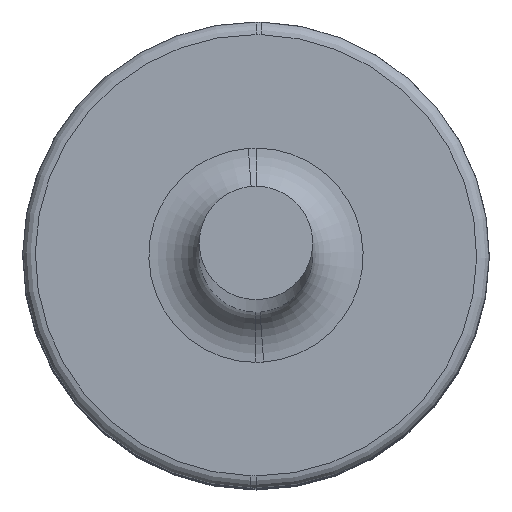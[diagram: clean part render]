
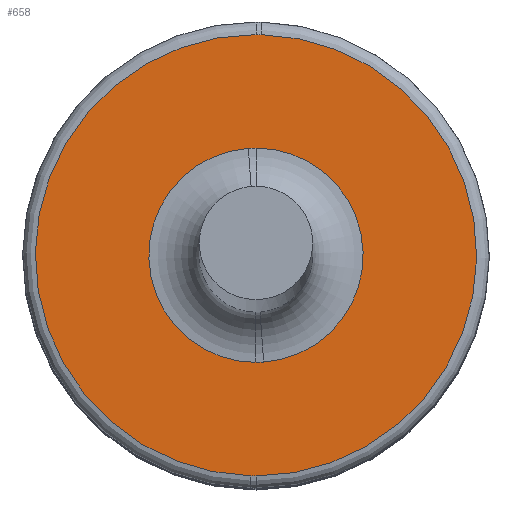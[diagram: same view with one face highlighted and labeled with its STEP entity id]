
A CAD part, top view. The second image highlights one B-rep face of the part: STEP entity #658.
In plain terms, the highlighted planar face has unit normal (0, 0, 1).
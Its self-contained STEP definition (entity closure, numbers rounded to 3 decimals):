
#115=EDGE_CURVE('',#276,#273,#277,.T.);
#121=EDGE_CURVE('',#286,#283,#287,.T.);
#123=EDGE_CURVE('',#289,#290,#291,.T.);
#129=EDGE_CURVE('',#299,#300,#301,.T.);
#143=EDGE_CURVE('',#300,#289,#319,.T.);
#147=EDGE_CURVE('',#290,#299,#323,.T.);
#151=EDGE_CURVE('',#283,#276,#327,.T.);
#153=EDGE_CURVE('',#273,#286,#329,.T.);
#273=VERTEX_POINT('',#463);
#276=VERTEX_POINT('',#467);
#277=CIRCLE('',#468,0.875);
#283=VERTEX_POINT('',#476);
#286=VERTEX_POINT('',#480);
#287=CIRCLE('',#481,0.875);
#289=VERTEX_POINT('',#484);
#290=VERTEX_POINT('',#485);
#291=CIRCLE('',#486,0.425);
#299=VERTEX_POINT('',#497);
#300=VERTEX_POINT('',#498);
#301=CIRCLE('',#499,0.425);
#319=CIRCLE('',#526,0.425);
#323=CIRCLE('',#532,0.425);
#327=CIRCLE('',#538,0.875);
#329=CIRCLE('',#541,0.875);
#463=CARTESIAN_POINT('',(0.0,-0.875,1.75));
#467=CARTESIAN_POINT('',(-0.021,-0.875,1.75));
#468=AXIS2_PLACEMENT_3D('',#720,#721,#722);
#476=CARTESIAN_POINT('',(0.0,0.875,1.75));
#480=CARTESIAN_POINT('',(0.021,0.875,1.75));
#481=AXIS2_PLACEMENT_3D('',#729,#730,#731);
#484=CARTESIAN_POINT('',(0.0,-0.425,1.75));
#485=CARTESIAN_POINT('',(-0.03,0.424,1.75));
#486=AXIS2_PLACEMENT_3D('',#732,#733,#734);
#497=CARTESIAN_POINT('',(0.0,0.425,1.75));
#498=CARTESIAN_POINT('',(0.03,-0.424,1.75));
#499=AXIS2_PLACEMENT_3D('',#741,#742,#743);
#526=AXIS2_PLACEMENT_3D('',#758,#759,#760);
#532=AXIS2_PLACEMENT_3D('',#764,#765,#766);
#538=AXIS2_PLACEMENT_3D('',#770,#771,#772);
#541=AXIS2_PLACEMENT_3D('',#773,#774,#775);
#658=ADVANCED_FACE('',(#871,#872),#873,.F.);
#720=CARTESIAN_POINT('',(0.0,0.0,1.75));
#721=DIRECTION('',(0.0,-0.0,1.0));
#722=DIRECTION('',(0.0,1.0,0.0));
#729=CARTESIAN_POINT('',(0.0,0.0,1.75));
#730=DIRECTION('',(0.0,0.0,1.0));
#731=DIRECTION('',(0.0,-1.0,0.0));
#732=CARTESIAN_POINT('',(0.0,0.0,1.75));
#733=DIRECTION('',(0.0,0.0,-1.0));
#734=DIRECTION('',(0.0,-1.0,0.0));
#741=CARTESIAN_POINT('',(0.0,0.0,1.75));
#742=DIRECTION('',(0.0,0.0,-1.0));
#743=DIRECTION('',(0.0,1.0,0.0));
#758=CARTESIAN_POINT('',(0.0,0.0,1.75));
#759=DIRECTION('',(0.0,0.0,-1.0));
#760=DIRECTION('',(0.0,1.0,0.0));
#764=CARTESIAN_POINT('',(0.0,0.0,1.75));
#765=DIRECTION('',(0.0,0.0,-1.0));
#766=DIRECTION('',(0.0,-1.0,0.0));
#770=CARTESIAN_POINT('',(0.0,0.0,1.75));
#771=DIRECTION('',(0.0,-0.0,1.0));
#772=DIRECTION('',(0.0,1.0,0.0));
#773=CARTESIAN_POINT('',(0.0,0.0,1.75));
#774=DIRECTION('',(0.0,0.0,1.0));
#775=DIRECTION('',(0.0,-1.0,0.0));
#871=FACE_OUTER_BOUND('',#940,.T.);
#872=FACE_BOUND('',#941,.T.);
#873=PLANE('',#942);
#940=EDGE_LOOP('',(#1074,#1075,#1076,#1077));
#941=EDGE_LOOP('',(#1078,#1079,#1080,#1081));
#942=AXIS2_PLACEMENT_3D('',#1082,#1083,#1084);
#1074=ORIENTED_EDGE('',*,*,#151,.T.);
#1075=ORIENTED_EDGE('',*,*,#115,.T.);
#1076=ORIENTED_EDGE('',*,*,#153,.T.);
#1077=ORIENTED_EDGE('',*,*,#121,.T.);
#1078=ORIENTED_EDGE('',*,*,#129,.T.);
#1079=ORIENTED_EDGE('',*,*,#143,.T.);
#1080=ORIENTED_EDGE('',*,*,#123,.T.);
#1081=ORIENTED_EDGE('',*,*,#147,.T.);
#1082=CARTESIAN_POINT('',(0.0,0.0,1.75));
#1083=DIRECTION('',(0.0,0.0,-1.0));
#1084=DIRECTION('',(0.0,-1.0,0.0));
